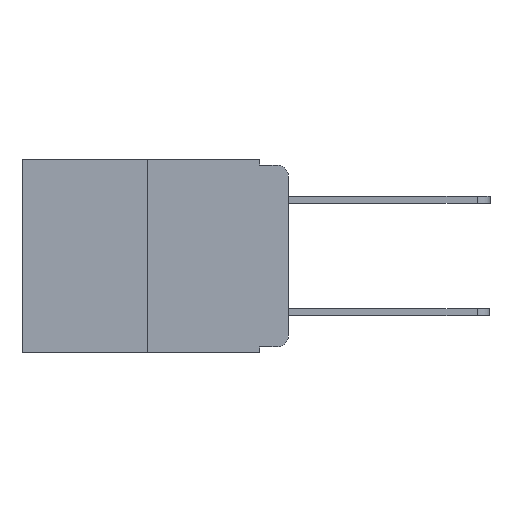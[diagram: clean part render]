
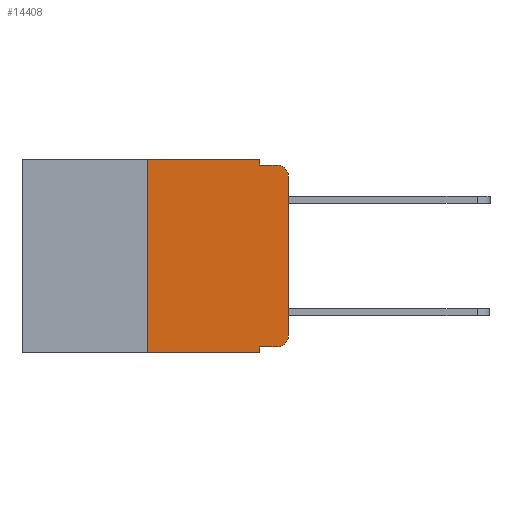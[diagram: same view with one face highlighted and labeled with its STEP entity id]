
A CAD part, left-side view. The second image highlights one B-rep face of the part: STEP entity #14408.
In plain terms, the highlighted planar face has unit normal (-1, 0, 0).
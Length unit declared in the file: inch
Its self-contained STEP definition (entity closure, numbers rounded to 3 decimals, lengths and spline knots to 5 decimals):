
#129 = VECTOR ( 'NONE', #8725, 39.37008 ) ;
#271 = LINE ( 'NONE', #16653, #11649 ) ;
#730 = VERTEX_POINT ( 'NONE', #2714 ) ;
#736 = CARTESIAN_POINT ( 'NONE',  ( 0., 0.051, 0. ) ) ;
#1443 = CARTESIAN_POINT ( 'NONE',  ( 0., 0.473, 0. ) ) ;
#1539 = DIRECTION ( 'NONE',  ( 0., -1., 0. ) ) ;
#1688 = EDGE_CURVE ( 'NONE', #5921, #5795, #5013, .T. ) ;
#2199 = CARTESIAN_POINT ( 'NONE',  ( 0., 0., -0.313 ) ) ;
#2327 = CARTESIAN_POINT ( 'NONE',  ( 0., 0.02, -0.01 ) ) ;
#2491 = CARTESIAN_POINT ( 'NONE',  ( 0., 0.051, -0.343 ) ) ;
#2495 = AXIS2_PLACEMENT_3D ( 'NONE', #7956, #17519, #9361 ) ;
#2714 = CARTESIAN_POINT ( 'NONE',  ( 0., 0.051, -0.333 ) ) ;
#2899 = DIRECTION ( 'NONE',  ( 0., -1., 0. ) ) ;
#3098 = FACE_OUTER_BOUND ( 'NONE', #6532, .T. ) ;
#3760 = LINE ( 'NONE', #11105, #13852 ) ;
#3841 = CIRCLE ( 'NONE', #9001, 0.02 ) ;
#3986 = CIRCLE ( 'NONE', #12480, 0.02 ) ;
#3997 = EDGE_CURVE ( 'NONE', #8252, #4193, #12456, .T. ) ;
#4155 = CARTESIAN_POINT ( 'NONE',  ( 0., 0.25, -0.343 ) ) ;
#4193 = VERTEX_POINT ( 'NONE', #14850 ) ;
#4387 = ORIENTED_EDGE ( 'NONE', *, *, #13050, .T. ) ;
#4468 = EDGE_CURVE ( 'NONE', #4193, #17135, #3841, .T. ) ;
#4541 = CARTESIAN_POINT ( 'NONE',  ( 0., 0.02, -0.03 ) ) ;
#4571 = ORIENTED_EDGE ( 'NONE', *, *, #7409, .T. ) ;
#5013 = LINE ( 'NONE', #1443, #11892 ) ;
#5176 = PLANE ( 'NONE',  #2495 ) ;
#5350 = VERTEX_POINT ( 'NONE', #2491 ) ;
#5795 = VERTEX_POINT ( 'NONE', #736 ) ;
#5903 = DIRECTION ( 'NONE',  ( 0., 0., -1. ) ) ;
#5921 = VERTEX_POINT ( 'NONE', #16130 ) ;
#6158 = CARTESIAN_POINT ( 'NONE',  ( 0., 0., 0. ) ) ;
#6316 = CARTESIAN_POINT ( 'NONE',  ( 0., 0.051, -0.01 ) ) ;
#6403 = ORIENTED_EDGE ( 'NONE', *, *, #15291, .T. ) ;
#6480 = VERTEX_POINT ( 'NONE', #6316 ) ;
#6532 = EDGE_LOOP ( 'NONE', ( #7807, #15850, #13947, #17264, #14991, #12864, #6403, #8002, #4571, #4387 ) ) ;
#6941 = EDGE_CURVE ( 'NONE', #730, #5350, #14292, .T. ) ;
#7316 = VERTEX_POINT ( 'NONE', #14988 ) ;
#7390 = EDGE_CURVE ( 'NONE', #13282, #5921, #14688, .T. ) ;
#7409 = EDGE_CURVE ( 'NONE', #730, #7316, #3760, .T. ) ;
#7493 = DIRECTION ( 'NONE',  ( 0., 0., 1. ) ) ;
#7807 = ORIENTED_EDGE ( 'NONE', *, *, #3997, .T. ) ;
#7822 = DIRECTION ( 'NONE',  ( -1., 0., 0. ) ) ;
#7905 = CARTESIAN_POINT ( 'NONE',  ( 0., 0.051, 0. ) ) ;
#7956 = CARTESIAN_POINT ( 'NONE',  ( 0., 0.473, 0. ) ) ;
#8002 = ORIENTED_EDGE ( 'NONE', *, *, #6941, .F. ) ;
#8252 = VERTEX_POINT ( 'NONE', #2199 ) ;
#8291 = CARTESIAN_POINT ( 'NONE',  ( 0., 0.25, 0. ) ) ;
#8725 = DIRECTION ( 'NONE',  ( 0., 0., -1. ) ) ;
#9001 = AXIS2_PLACEMENT_3D ( 'NONE', #4541, #14149, #5903 ) ;
#9102 = DIRECTION ( 'NONE',  ( 0., -1., 0. ) ) ;
#9353 = LINE ( 'NONE', #17263, #12975 ) ;
#9361 = DIRECTION ( 'NONE',  ( 0., 0., -1. ) ) ;
#9838 = LINE ( 'NONE', #7905, #17498 ) ;
#10666 = DIRECTION ( 'NONE',  ( 0., 0., -1. ) ) ;
#11105 = CARTESIAN_POINT ( 'NONE',  ( 0., 0.051, -0.333 ) ) ;
#11221 = DIRECTION ( 'NONE',  ( 0., -1., 0. ) ) ;
#11649 = VECTOR ( 'NONE', #11221, 39.37008 ) ;
#11892 = VECTOR ( 'NONE', #1539, 39.37008 ) ;
#12446 = EDGE_CURVE ( 'NONE', #5795, #6480, #9838, .T. ) ;
#12456 = LINE ( 'NONE', #6158, #16089 ) ;
#12480 = AXIS2_PLACEMENT_3D ( 'NONE', #16032, #7822, #17388 ) ;
#12864 = ORIENTED_EDGE ( 'NONE', *, *, #7390, .F. ) ;
#12975 = VECTOR ( 'NONE', #9102, 39.37008 ) ;
#13050 = EDGE_CURVE ( 'NONE', #7316, #8252, #3986, .T. ) ;
#13282 = VERTEX_POINT ( 'NONE', #4155 ) ;
#13798 = DIRECTION ( 'NONE',  ( 0., 0., 1. ) ) ;
#13852 = VECTOR ( 'NONE', #2899, 39.37008 ) ;
#13947 = ORIENTED_EDGE ( 'NONE', *, *, #16321, .F. ) ;
#14149 = DIRECTION ( 'NONE',  ( -1., 0., 0. ) ) ;
#14276 = VECTOR ( 'NONE', #13798, 39.37008 ) ;
#14292 = LINE ( 'NONE', #15610, #129 ) ;
#14408 = ADVANCED_FACE ( 'NONE', ( #3098 ), #5176, .F. ) ;
#14688 = LINE ( 'NONE', #8291, #14276 ) ;
#14850 = CARTESIAN_POINT ( 'NONE',  ( 0., 0., -0.03 ) ) ;
#14988 = CARTESIAN_POINT ( 'NONE',  ( 0., 0.02, -0.333 ) ) ;
#14991 = ORIENTED_EDGE ( 'NONE', *, *, #1688, .F. ) ;
#15291 = EDGE_CURVE ( 'NONE', #13282, #5350, #9353, .T. ) ;
#15610 = CARTESIAN_POINT ( 'NONE',  ( 0., 0.051, 0. ) ) ;
#15850 = ORIENTED_EDGE ( 'NONE', *, *, #4468, .T. ) ;
#16032 = CARTESIAN_POINT ( 'NONE',  ( 0., 0.02, -0.313 ) ) ;
#16089 = VECTOR ( 'NONE', #7493, 39.37008 ) ;
#16130 = CARTESIAN_POINT ( 'NONE',  ( 0., 0.25, 0. ) ) ;
#16321 = EDGE_CURVE ( 'NONE', #6480, #17135, #271, .T. ) ;
#16653 = CARTESIAN_POINT ( 'NONE',  ( 0., 0.051, -0.01 ) ) ;
#17135 = VERTEX_POINT ( 'NONE', #2327 ) ;
#17263 = CARTESIAN_POINT ( 'NONE',  ( 0., 0.473, -0.343 ) ) ;
#17264 = ORIENTED_EDGE ( 'NONE', *, *, #12446, .F. ) ;
#17388 = DIRECTION ( 'NONE',  ( 0., 0., -1. ) ) ;
#17498 = VECTOR ( 'NONE', #10666, 39.37008 ) ;
#17519 = DIRECTION ( 'NONE',  ( 1., 0., 0. ) ) ;
